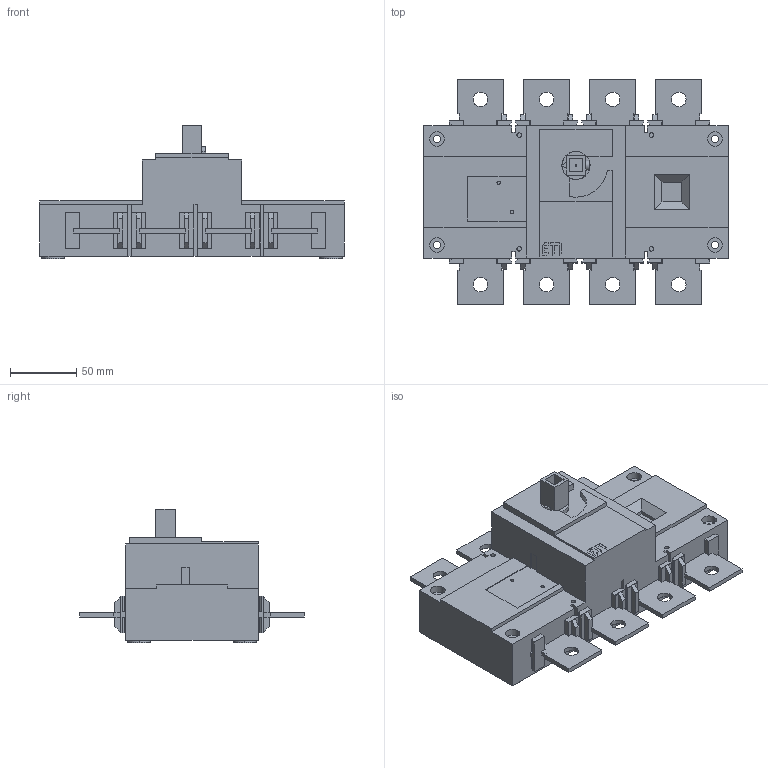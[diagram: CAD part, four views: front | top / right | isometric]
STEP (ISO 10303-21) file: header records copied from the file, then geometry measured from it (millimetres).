
FILE_DESCRIPTION((''),'2;1');
FILE_NAME('ASDADA_ASM','2022-01-05T13:10:11',('marketing.praksa'),('Audax d.o.o.'),'CREO PARAMETRIC BY PTC INC, 2021304','CREO PARAMETRIC BY PTC INC, 2021304','');
FILE_SCHEMA(('AP242_MANAGED_MODEL_BASED_3D_ENGINEERING_MIM_LF { 1 0 10303 442 1 1 4 }'));
Length unit declared in the file: millimetre
Products named in the file (13): 26PV4040; PRT1534; ALU; 26PV4040_1_1; 26PV4040_1_2; 26PV4040_1_3; 26PV4040_1_4; 26PV4040_1_5; 26PV4040_1_6; 26PV4040_1_7; 26PV4040_1_9; PRT9565; ASDADA_ASM
Assembly tree (12 placements, depth 2):
  ASDADA_ASM
    26PV4040
    PRT1534
    ALU
    26PV4040_1_1
    26PV4040_1_2
    26PV4040_1_3
    26PV4040_1_4
    26PV4040_1_5
    26PV4040_1_6
    26PV4040_1_7
    26PV4040_1_9
    PRT9565
Bounding box: 230 x 170 x 100.6 mm (x, y, z)
Volume: 1225353 mm3; surface area: 130675.2 mm2
Topology: 14 solids, 14 shells, 590 faces, 1551 edges, 1026 vertices
Faces by surface type: plane 480, cylinder 110
Entity records: 27909 total; most frequent: CARTESIAN_POINT 3246, ORIENTED_EDGE 3102, DIRECTION 3016, PRESENTATION_STYLE_ASSIGNMENT 2155, STYLED_ITEM 2155, CURVE_STYLE 1551, EDGE_CURVE 1551, VECTOR 1314
